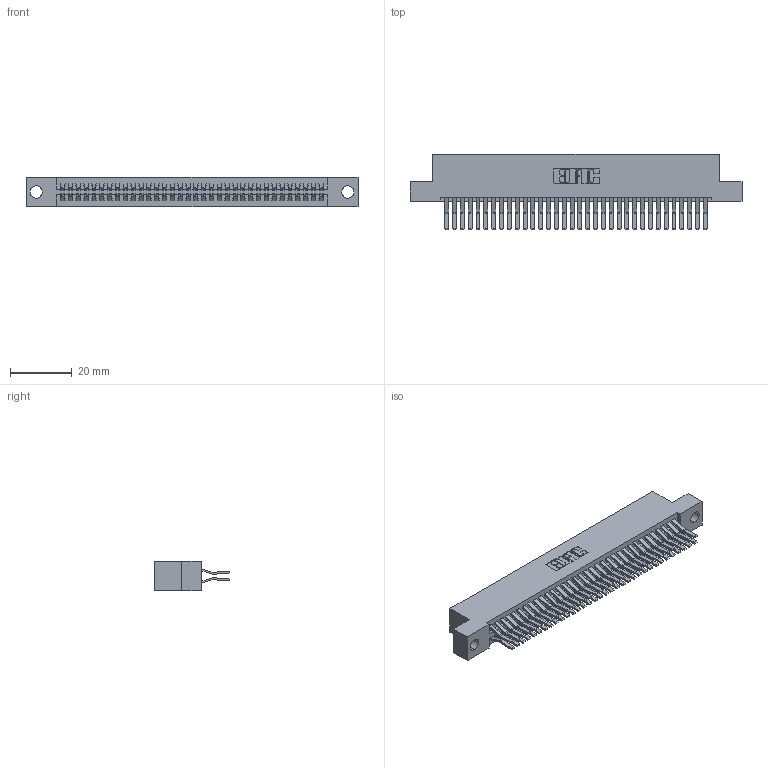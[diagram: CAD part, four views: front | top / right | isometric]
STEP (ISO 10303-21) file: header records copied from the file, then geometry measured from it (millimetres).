
FILE_DESCRIPTION (( 'STEP AP203' ), '1' );
FILE_NAME ('345-068-560-204.STEP', '2021-05-20T08:01:47', ( '' ), ( '' ), 'SwSTEP 2.0', 'SolidWorks 2020', '' );
FILE_SCHEMA (( 'CONFIG_CONTROL_DESIGN' ));
Length unit declared in the file: inch
Products named in the file (3): 345 Part_Flush Mounting Lugs - 0.156 Dia-TI; 345-292-001_560 Tail; 345-068-560-204
Assembly tree (69 placements, depth 2):
  345-068-560-204
    345 Part_Flush Mounting Lugs - 0.156 Dia-TI
    345-292-001_560 Tail  x68
Bounding box: 107.57 x 24.45 x 9.4 mm (x, y, z)
Volume: 10714.9 mm3; surface area: 16681.4 mm2
Topology: 69 solids, 69 shells, 3676 faces, 10917 edges, 7186 vertices
Faces by surface type: plane 2338, cylinder 1338
Entity records: 28261 total; most frequent: CARTESIAN_POINT 4750, ORIENTED_EDGE 4682, DIRECTION 4201, EDGE_CURVE 2341, VECTOR 2069, LINE 2069, VERTEX_POINT 1558, AXIS2_PLACEMENT_3D 1066
